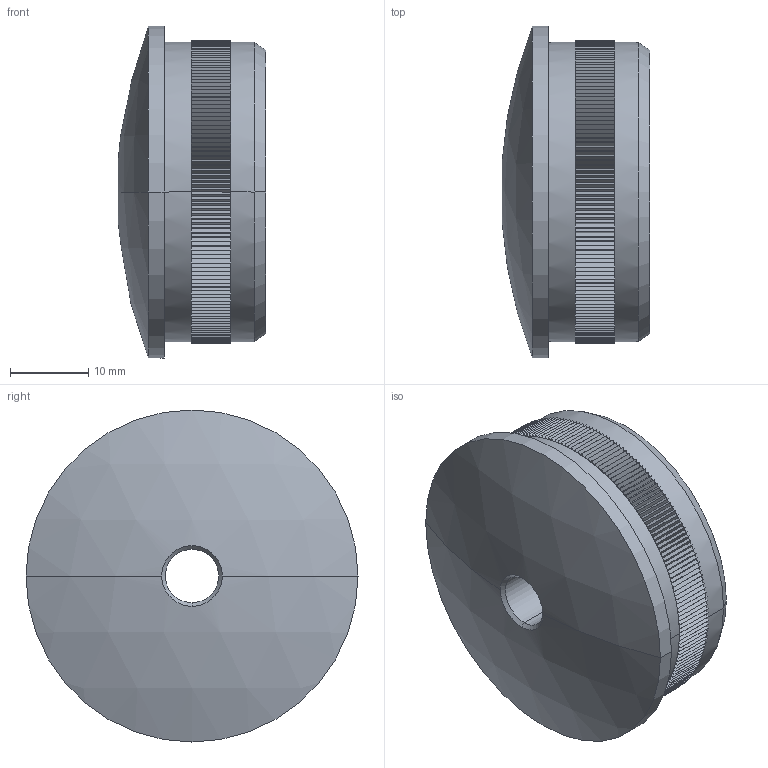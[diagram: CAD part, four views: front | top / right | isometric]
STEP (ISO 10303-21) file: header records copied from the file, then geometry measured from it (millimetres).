
FILE_DESCRIPTION (( 'STEP AP203' ), '1' );
FILE_NAME ('A_5735-242-R.STEP', '2019-10-03T05:40:38', ( '' ), ( '' ), 'SwSTEP 2.0', 'SolidWorks 2019', '' );
FILE_SCHEMA (( 'CONFIG_CONTROL_DESIGN' ));
Length unit declared in the file: millimetre
Products named in the file (1): A_5735-242-R
Bounding box: 18.87 x 42.4 x 42.4 mm (x, y, z)
Volume: 5536.7 mm3; surface area: 7482.2 mm2
Topology: 1 solids, 1 shells, 1455 faces, 3548 edges, 2096 vertices
Faces by surface type: plane 1211, cylinder 216, torus 18, sphere 6, cone 4
Entity records: 42149 total; most frequent: DIRECTION 7688, CARTESIAN_POINT 7306, ORIENTED_EDGE 7096, EDGE_CURVE 3548, AXIS2_PLACEMENT_3D 2728, LINE 2232, VECTOR 2232, VERTEX_POINT 2096
